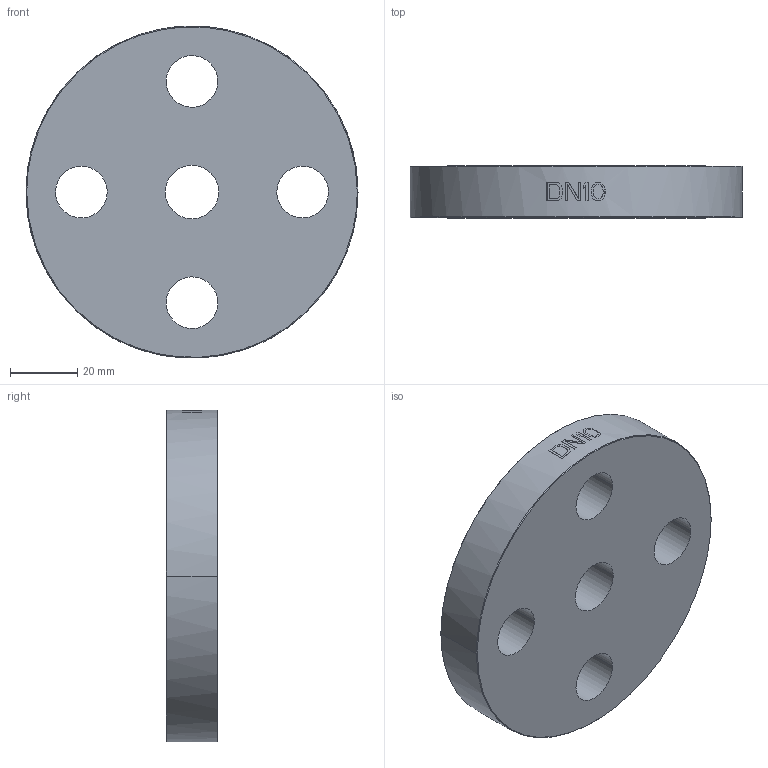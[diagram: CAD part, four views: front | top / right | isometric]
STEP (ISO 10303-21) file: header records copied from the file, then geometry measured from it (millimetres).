
FILE_DESCRIPTION(('FreeCAD Model'),'2;1');
FILE_NAME('Open CASCADE Shape Model','2025-05-09T08:11:01',('FreeCAD'),( 'FreeCAD'),'Open CASCADE STEP processor 7.6','FreeCAD','Unknown');
FILE_SCHEMA(('AUTOMOTIVE_DESIGN { 1 0 10303 214 1 1 1 1 }'));
Length unit declared in the file: millimetre
Products named in the file (1): Open CASCADE STEP translator 7.6 1
Bounding box: 98.92 x 15.39 x 98.87 mm (x, y, z)
Volume: 103946.1 mm3; surface area: 22004 mm2
Topology: 1 solids, 5 shells, 115 faces, 392 edges, 289 vertices
Faces by surface type: bspline 115
Entity records: 6885 total; most frequent: CARTESIAN_POINT 4678, ORIENTED_EDGE 697, EDGE_CURVE 392, B_SPLINE_CURVE_WITH_KNOTS 334, VERTEX_POINT 289, FACE_BOUND 133, EDGE_LOOP 133, ADVANCED_FACE 115
